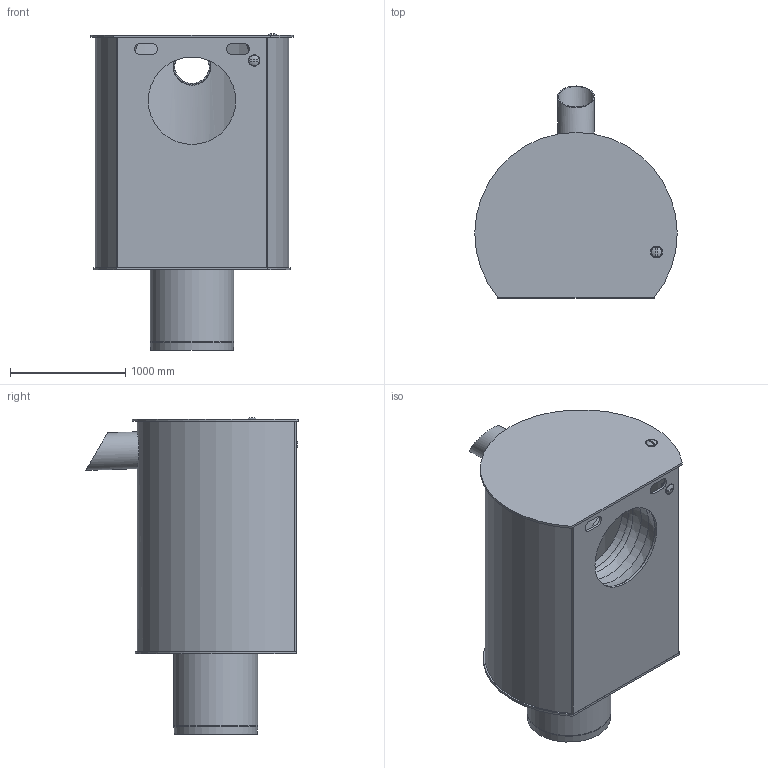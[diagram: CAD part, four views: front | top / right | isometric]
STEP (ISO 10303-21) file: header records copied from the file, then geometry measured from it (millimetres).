
FILE_DESCRIPTION(/* description */ (''),/* implementation_level */ '2;1');
FILE_NAME(/* name */ '04379.070X_3D.stp',/* time_stamp */ '2024-12-11T13:30:37+01:00',/* author */ ('CAD'),/* organization */ (''),/* preprocessor_version */ 'ST-DEVELOPER v20',/* originating_system */ 'AutoCAD Mechanical',/* authorisation */ '');
FILE_SCHEMA (('AUTOMOTIVE_DESIGN { 1 0 10303 214 3 1 1 }'));
Length unit declared in the file: centimetre
Products named in the file (2): Product; *S0
Assembly tree (1 placements, depth 2):
  Product
    *S0
Bounding box: 1759.97 x 1844.05 x 2753.04 mm (x, y, z)
Volume: 313490626.7 mm3; surface area: 33698623 mm2
Topology: 13 solids, 13 shells, 134 faces, 299 edges, 190 vertices
Faces by surface type: plane 60, cone 32, cylinder 30, torus 4, sphere 4, bspline 4
Full cylindrical faces by diameter (mm): 40 x2, 300 x1, 320 x1, 330 x1, 698 x1, 700 x1, 730 x1, 760 x2, 792 x1, 810 x1, 842 x1
Entity records: 4128 total; most frequent: CARTESIAN_POINT 1008, DIRECTION 671, ORIENTED_EDGE 598, EDGE_CURVE 299, AXIS2_PLACEMENT_3D 253, VERTEX_POINT 190, LINE 165, VECTOR 165
